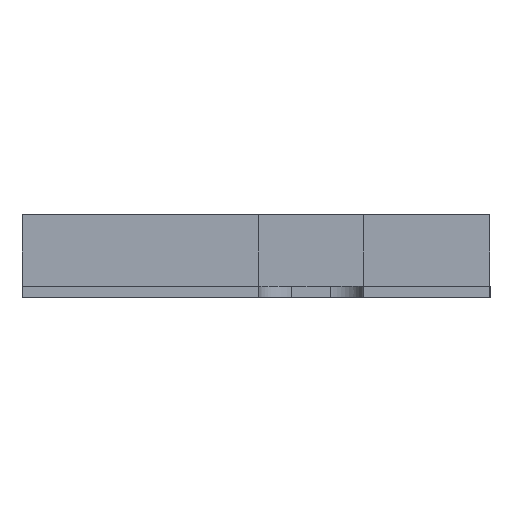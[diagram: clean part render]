
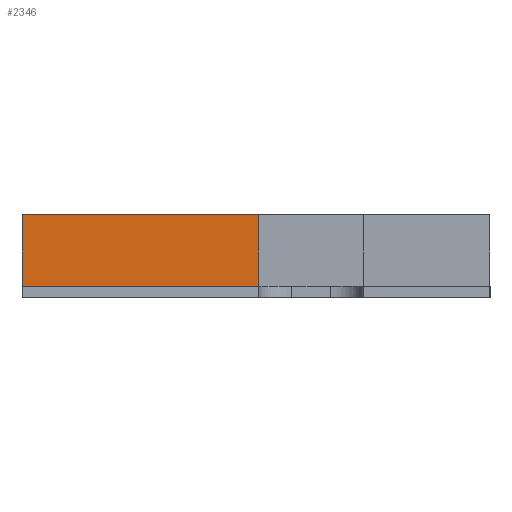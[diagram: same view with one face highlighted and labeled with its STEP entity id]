
A CAD part, left-side view. The second image highlights one B-rep face of the part: STEP entity #2346.
In plain terms, the highlighted face is a extrusion surface.
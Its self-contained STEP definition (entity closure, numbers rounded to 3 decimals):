
#75 = PLANE('',#76);
#76 = AXIS2_PLACEMENT_3D('',#77,#78,#79);
#77 = CARTESIAN_POINT('',(121.239,41.868,2.));
#78 = DIRECTION('',(0.,0.,-1.));
#79 = DIRECTION('',(-1.,0.,0.));
#1286 = VERTEX_POINT('',#1287);
#1287 = CARTESIAN_POINT('',(0.002,84.999,2.));
#1299 = SURFACE_OF_LINEAR_EXTRUSION('',#1300,#1303);
#1300 = B_SPLINE_CURVE_WITH_KNOTS('',1,(#1301,#1302),.UNSPECIFIED.,.F.,
  .F.,(2,2),(0.,1.),.PIECEWISE_BEZIER_KNOTS.);
#1301 = CARTESIAN_POINT('',(0.002,84.999,2.));
#1302 = CARTESIAN_POINT('',(255.999,84.999,2.));
#1303 = VECTOR('',#1304,1.);
#1304 = DIRECTION('',(0.,0.,-1.));
#1312 = EDGE_CURVE('',#1313,#1286,#1315,.T.);
#1313 = VERTEX_POINT('',#1314);
#1314 = CARTESIAN_POINT('',(0.002,42.002,2.));
#1315 = SURFACE_CURVE('',#1316,(#1319,#1325),.PCURVE_S1.);
#1316 = B_SPLINE_CURVE_WITH_KNOTS('',1,(#1317,#1318),.UNSPECIFIED.,.F.,
  .F.,(2,2),(0.,1.),.PIECEWISE_BEZIER_KNOTS.);
#1317 = CARTESIAN_POINT('',(0.002,42.002,2.));
#1318 = CARTESIAN_POINT('',(0.002,84.999,2.));
#1319 = PCURVE('',#75,#1320);
#1320 = DEFINITIONAL_REPRESENTATION('',(#1321),#1324);
#1321 = B_SPLINE_CURVE_WITH_KNOTS('',1,(#1322,#1323),.UNSPECIFIED.,.F.,
  .F.,(2,2),(0.,1.),.PIECEWISE_BEZIER_KNOTS.);
#1322 = CARTESIAN_POINT('',(121.238,0.133));
#1323 = CARTESIAN_POINT('',(121.238,43.13));
#1324 = ( GEOMETRIC_REPRESENTATION_CONTEXT(2) 
PARAMETRIC_REPRESENTATION_CONTEXT() REPRESENTATION_CONTEXT('2D SPACE',''
  ) );
#1325 = PCURVE('',#1326,#1332);
#1326 = SURFACE_OF_LINEAR_EXTRUSION('',#1327,#1330);
#1327 = B_SPLINE_CURVE_WITH_KNOTS('',1,(#1328,#1329),.UNSPECIFIED.,.F.,
  .F.,(2,2),(0.,1.),.PIECEWISE_BEZIER_KNOTS.);
#1328 = CARTESIAN_POINT('',(0.002,42.002,2.));
#1329 = CARTESIAN_POINT('',(0.002,84.999,2.));
#1330 = VECTOR('',#1331,1.);
#1331 = DIRECTION('',(0.,0.,-1.));
#1332 = DEFINITIONAL_REPRESENTATION('',(#1333),#1337);
#1333 = LINE('',#1334,#1335);
#1334 = CARTESIAN_POINT('',(0.,0.));
#1335 = VECTOR('',#1336,1.);
#1336 = DIRECTION('',(1.,0.));
#1337 = ( GEOMETRIC_REPRESENTATION_CONTEXT(2) 
PARAMETRIC_REPRESENTATION_CONTEXT() REPRESENTATION_CONTEXT('2D SPACE',''
  ) );
#1353 = SURFACE_OF_LINEAR_EXTRUSION('',#1354,#1357);
#1354 = B_SPLINE_CURVE_WITH_KNOTS('',1,(#1355,#1356),.UNSPECIFIED.,.F.,
  .F.,(2,2),(0.,1.),.PIECEWISE_BEZIER_KNOTS.);
#1355 = CARTESIAN_POINT('',(3.999,42.002,2.));
#1356 = CARTESIAN_POINT('',(0.002,42.002,2.));
#1357 = VECTOR('',#1358,1.);
#1358 = DIRECTION('',(0.,0.,-1.));
#1610 = PLANE('',#1611);
#1611 = AXIS2_PLACEMENT_3D('',#1612,#1613,#1614);
#1612 = CARTESIAN_POINT('',(130.904,42.731,15.));
#1613 = DIRECTION('',(0.,0.,-1.));
#1614 = DIRECTION('',(-1.,0.,0.));
#2305 = VERTEX_POINT('',#2306);
#2306 = CARTESIAN_POINT('',(0.002,42.002,15.));
#2325 = EDGE_CURVE('',#1313,#2305,#2326,.T.);
#2326 = SURFACE_CURVE('',#2327,(#2331,#2338),.PCURVE_S1.);
#2327 = LINE('',#2328,#2329);
#2328 = CARTESIAN_POINT('',(0.002,42.002,2.));
#2329 = VECTOR('',#2330,1.);
#2330 = DIRECTION('',(0.,0.,1.));
#2331 = PCURVE('',#1353,#2332);
#2332 = DEFINITIONAL_REPRESENTATION('',(#2333),#2337);
#2333 = LINE('',#2334,#2335);
#2334 = CARTESIAN_POINT('',(1.,0.));
#2335 = VECTOR('',#2336,1.);
#2336 = DIRECTION('',(0.,-1.));
#2337 = ( GEOMETRIC_REPRESENTATION_CONTEXT(2) 
PARAMETRIC_REPRESENTATION_CONTEXT() REPRESENTATION_CONTEXT('2D SPACE',''
  ) );
#2338 = PCURVE('',#1326,#2339);
#2339 = DEFINITIONAL_REPRESENTATION('',(#2340),#2344);
#2340 = LINE('',#2341,#2342);
#2341 = CARTESIAN_POINT('',(0.,0.));
#2342 = VECTOR('',#2343,1.);
#2343 = DIRECTION('',(0.,-1.));
#2344 = ( GEOMETRIC_REPRESENTATION_CONTEXT(2) 
PARAMETRIC_REPRESENTATION_CONTEXT() REPRESENTATION_CONTEXT('2D SPACE',''
  ) );
#2346 = ADVANCED_FACE('',(#2347),#1326,.T.);
#2347 = FACE_BOUND('',#2348,.T.);
#2348 = EDGE_LOOP('',(#2349,#2350,#2371,#2392));
#2349 = ORIENTED_EDGE('',*,*,#2325,.T.);
#2350 = ORIENTED_EDGE('',*,*,#2351,.T.);
#2351 = EDGE_CURVE('',#2305,#2352,#2354,.T.);
#2352 = VERTEX_POINT('',#2353);
#2353 = CARTESIAN_POINT('',(0.002,84.999,15.));
#2354 = SURFACE_CURVE('',#2355,(#2358,#2365),.PCURVE_S1.);
#2355 = B_SPLINE_CURVE_WITH_KNOTS('',1,(#2356,#2357),.UNSPECIFIED.,.F.,
  .F.,(2,2),(0.,1.),.PIECEWISE_BEZIER_KNOTS.);
#2356 = CARTESIAN_POINT('',(0.002,42.002,15.));
#2357 = CARTESIAN_POINT('',(0.002,84.999,15.));
#2358 = PCURVE('',#1326,#2359);
#2359 = DEFINITIONAL_REPRESENTATION('',(#2360),#2364);
#2360 = LINE('',#2361,#2362);
#2361 = CARTESIAN_POINT('',(0.,-13.));
#2362 = VECTOR('',#2363,1.);
#2363 = DIRECTION('',(1.,0.));
#2364 = ( GEOMETRIC_REPRESENTATION_CONTEXT(2) 
PARAMETRIC_REPRESENTATION_CONTEXT() REPRESENTATION_CONTEXT('2D SPACE',''
  ) );
#2365 = PCURVE('',#1610,#2366);
#2366 = DEFINITIONAL_REPRESENTATION('',(#2367),#2370);
#2367 = B_SPLINE_CURVE_WITH_KNOTS('',1,(#2368,#2369),.UNSPECIFIED.,.F.,
  .F.,(2,2),(0.,1.),.PIECEWISE_BEZIER_KNOTS.);
#2368 = CARTESIAN_POINT('',(130.903,-0.729));
#2369 = CARTESIAN_POINT('',(130.903,42.268));
#2370 = ( GEOMETRIC_REPRESENTATION_CONTEXT(2) 
PARAMETRIC_REPRESENTATION_CONTEXT() REPRESENTATION_CONTEXT('2D SPACE',''
  ) );
#2371 = ORIENTED_EDGE('',*,*,#2372,.F.);
#2372 = EDGE_CURVE('',#1286,#2352,#2373,.T.);
#2373 = SURFACE_CURVE('',#2374,(#2378,#2385),.PCURVE_S1.);
#2374 = LINE('',#2375,#2376);
#2375 = CARTESIAN_POINT('',(0.002,84.999,2.));
#2376 = VECTOR('',#2377,1.);
#2377 = DIRECTION('',(0.,0.,1.));
#2378 = PCURVE('',#1326,#2379);
#2379 = DEFINITIONAL_REPRESENTATION('',(#2380),#2384);
#2380 = LINE('',#2381,#2382);
#2381 = CARTESIAN_POINT('',(1.,0.));
#2382 = VECTOR('',#2383,1.);
#2383 = DIRECTION('',(0.,-1.));
#2384 = ( GEOMETRIC_REPRESENTATION_CONTEXT(2) 
PARAMETRIC_REPRESENTATION_CONTEXT() REPRESENTATION_CONTEXT('2D SPACE',''
  ) );
#2385 = PCURVE('',#1299,#2386);
#2386 = DEFINITIONAL_REPRESENTATION('',(#2387),#2391);
#2387 = LINE('',#2388,#2389);
#2388 = CARTESIAN_POINT('',(0.,0.));
#2389 = VECTOR('',#2390,1.);
#2390 = DIRECTION('',(0.,-1.));
#2391 = ( GEOMETRIC_REPRESENTATION_CONTEXT(2) 
PARAMETRIC_REPRESENTATION_CONTEXT() REPRESENTATION_CONTEXT('2D SPACE',''
  ) );
#2392 = ORIENTED_EDGE('',*,*,#1312,.F.);
